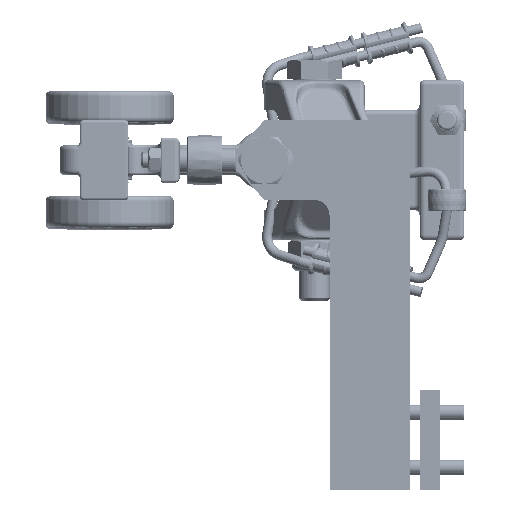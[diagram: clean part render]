
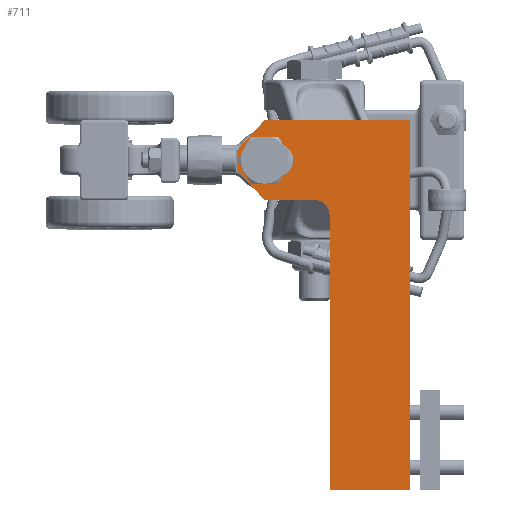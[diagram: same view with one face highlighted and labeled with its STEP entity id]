
A CAD part, left-side view. The second image highlights one B-rep face of the part: STEP entity #711.
In plain terms, the highlighted planar face has unit normal (-1, 0, 0).
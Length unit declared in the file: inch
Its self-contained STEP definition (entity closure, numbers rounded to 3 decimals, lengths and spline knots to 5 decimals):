
#179=CARTESIAN_POINT('',(-9.03125,3.68657,4.84375));
#180=VERTEX_POINT('',#179);
#187=CARTESIAN_POINT('',(-9.03125,3.31157,4.84375));
#188=VERTEX_POINT('',#187);
#189=CARTESIAN_POINT('',(-9.03125,3.31157,4.84375));
#190=DIRECTION('',(0.0,1.0,0.0));
#191=VECTOR('',#190,0.375);
#192=LINE('',#189,#191);
#193=EDGE_CURVE('',#188,#180,#192,.T.);
#218=CARTESIAN_POINT('',(-9.03125,3.68657,5.65625));
#219=VERTEX_POINT('',#218);
#226=CARTESIAN_POINT('',(-9.03125,3.68657,5.25));
#227=DIRECTION('',(1.0,0.0,0.0));
#228=DIRECTION('',(0.0,0.0,-1.0));
#229=AXIS2_PLACEMENT_3D('',#226,#227,#228);
#230=CIRCLE('',#229,0.40625);
#231=EDGE_CURVE('',#180,#219,#230,.T.);
#250=CARTESIAN_POINT('',(-9.03125,3.31157,5.65625));
#251=VERTEX_POINT('',#250);
#258=CARTESIAN_POINT('',(-9.03125,3.68657,5.65625));
#259=DIRECTION('',(0.0,-1.0,0.0));
#260=VECTOR('',#259,0.375);
#261=LINE('',#258,#260);
#262=EDGE_CURVE('',#219,#251,#261,.T.);
#281=CARTESIAN_POINT('',(-9.03125,3.31157,5.25));
#282=DIRECTION('',(1.0,0.0,0.0));
#283=DIRECTION('',(0.0,0.0,1.0));
#284=AXIS2_PLACEMENT_3D('',#281,#282,#283);
#285=CIRCLE('',#284,0.40625);
#286=EDGE_CURVE('',#251,#188,#285,.T.);
#308=CARTESIAN_POINT('',(-9.03125,2.,3.875));
#309=VERTEX_POINT('',#308);
#316=CARTESIAN_POINT('',(-9.03125,2.375,4.25));
#317=VERTEX_POINT('',#316);
#318=CARTESIAN_POINT('',(-9.03125,2.375,3.875));
#319=DIRECTION('',(-1.0,0.0,0.0));
#320=DIRECTION('',(0.0,-0.707,0.707));
#321=AXIS2_PLACEMENT_3D('',#318,#319,#320);
#322=CIRCLE('',#321,0.375);
#323=EDGE_CURVE('',#309,#317,#322,.T.);
#412=CARTESIAN_POINT('',(-9.03125,2.,-3.0));
#413=VERTEX_POINT('',#412);
#420=CARTESIAN_POINT('',(-9.03125,2.,3.875));
#421=DIRECTION('',(0.0,0.0,-1.0));
#422=VECTOR('',#421,6.875);
#423=LINE('',#420,#422);
#424=EDGE_CURVE('',#309,#413,#423,.T.);
#562=CARTESIAN_POINT('',(-9.03125,0.,6.25));
#563=VERTEX_POINT('',#562);
#564=CARTESIAN_POINT('',(-9.03125,3.625,6.25));
#565=VERTEX_POINT('',#564);
#566=CARTESIAN_POINT('',(-9.03125,0.0,6.25));
#567=DIRECTION('',(0.0,1.0,0.0));
#568=VECTOR('',#567,3.625);
#569=LINE('',#566,#568);
#570=EDGE_CURVE('',#563,#565,#569,.T.);
#593=CARTESIAN_POINT('',(-9.03125,4.3125,5.5));
#594=VERTEX_POINT('',#593);
#595=CARTESIAN_POINT('',(-9.03125,3.625,6.25));
#596=DIRECTION('',(0.0,0.676,-0.737));
#597=VECTOR('',#596,1.01743);
#598=LINE('',#595,#597);
#599=EDGE_CURVE('',#565,#594,#598,.T.);
#617=CARTESIAN_POINT('',(-9.03125,4.3125,5.));
#618=VERTEX_POINT('',#617);
#619=CARTESIAN_POINT('',(-9.03125,4.3125,5.5));
#620=DIRECTION('',(0.0,0.0,-1.0));
#621=VECTOR('',#620,0.5);
#622=LINE('',#619,#621);
#623=EDGE_CURVE('',#594,#618,#622,.T.);
#641=CARTESIAN_POINT('',(-9.03125,3.625,4.25));
#642=VERTEX_POINT('',#641);
#643=CARTESIAN_POINT('',(-9.03125,4.3125,5.));
#644=DIRECTION('',(0.0,-0.676,-0.737));
#645=VECTOR('',#644,1.01743);
#646=LINE('',#643,#645);
#647=EDGE_CURVE('',#618,#642,#646,.T.);
#666=CARTESIAN_POINT('',(-9.03125,3.625,4.25));
#667=DIRECTION('',(0.0,-1.0,0.0));
#668=VECTOR('',#667,1.25);
#669=LINE('',#666,#668);
#670=EDGE_CURVE('',#642,#317,#669,.T.);
#677=CARTESIAN_POINT('',(-9.03125,1.44086,2.14698));
#678=DIRECTION('',(1.0,0.0,0.0));
#679=DIRECTION('',(0.0,0.0,-1.0));
#680=AXIS2_PLACEMENT_3D('',#677,#678,#679);
#681=PLANE('',#680);
#682=CARTESIAN_POINT('',(-9.03125,0.0,-3.0));
#683=VERTEX_POINT('',#682);
#684=CARTESIAN_POINT('',(-9.03125,2.,-3.0));
#685=DIRECTION('',(0.0,-1.0,0.0));
#686=VECTOR('',#685,2.);
#687=LINE('',#684,#686);
#688=EDGE_CURVE('',#413,#683,#687,.T.);
#689=ORIENTED_EDGE('',*,*,#688,.T.);
#690=CARTESIAN_POINT('',(-9.03125,0.0,-3.));
#691=DIRECTION('',(0.0,0.0,1.0));
#692=VECTOR('',#691,9.25);
#693=LINE('',#690,#692);
#694=EDGE_CURVE('',#683,#563,#693,.T.);
#695=ORIENTED_EDGE('',*,*,#694,.T.);
#696=ORIENTED_EDGE('',*,*,#570,.T.);
#697=ORIENTED_EDGE('',*,*,#599,.T.);
#698=ORIENTED_EDGE('',*,*,#623,.T.);
#699=ORIENTED_EDGE('',*,*,#647,.T.);
#700=ORIENTED_EDGE('',*,*,#670,.T.);
#701=ORIENTED_EDGE('',*,*,#323,.F.);
#702=ORIENTED_EDGE('',*,*,#424,.T.);
#703=EDGE_LOOP('',(#689,#695,#696,#697,#698,#699,#700,#701,#702));
#704=FACE_OUTER_BOUND('',#703,.T.);
#705=ORIENTED_EDGE('',*,*,#193,.T.);
#706=ORIENTED_EDGE('',*,*,#231,.T.);
#707=ORIENTED_EDGE('',*,*,#262,.T.);
#708=ORIENTED_EDGE('',*,*,#286,.T.);
#709=EDGE_LOOP('',(#705,#706,#707,#708));
#710=FACE_BOUND('',#709,.T.);
#711=ADVANCED_FACE('',(#704,#710),#681,.F.);
